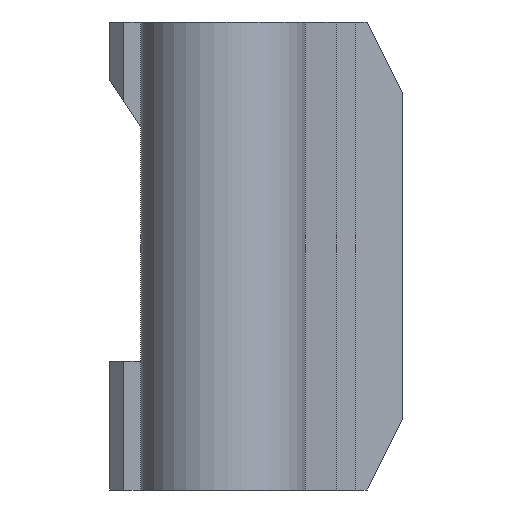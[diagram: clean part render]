
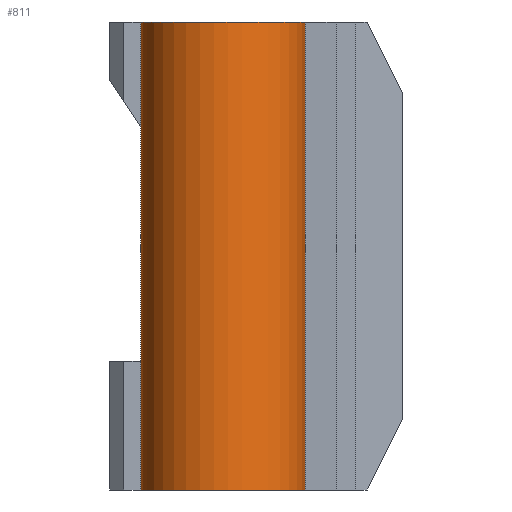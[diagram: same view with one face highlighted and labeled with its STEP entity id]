
A CAD part, left-side view. The second image highlights one B-rep face of the part: STEP entity #811.
In plain terms, the highlighted cylindrical face has radius 3.525 mm (diameter 7.05 mm), a partial arc.
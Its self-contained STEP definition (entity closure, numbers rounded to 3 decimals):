
#19=CYLINDRICAL_SURFACE('',#879,3.525);
#62=LINE('',#1192,#158);
#119=LINE('',#1318,#215);
#158=VECTOR('',#945,10.);
#215=VECTOR('',#1076,10.);
#290=FACE_OUTER_BOUND('',#336,.T.);
#336=EDGE_LOOP('',(#764,#765,#766,#767));
#339=CIRCLE('',#830,3.525);
#343=CIRCLE('',#837,3.525);
#366=VERTEX_POINT('',#1117);
#367=VERTEX_POINT('',#1119);
#388=VERTEX_POINT('',#1171);
#389=VERTEX_POINT('',#1173);
#442=EDGE_CURVE('',#366,#367,#339,.T.);
#467=EDGE_CURVE('',#388,#389,#343,.T.);
#477=EDGE_CURVE('',#367,#388,#62,.T.);
#540=EDGE_CURVE('',#389,#366,#119,.T.);
#764=ORIENTED_EDGE('',*,*,#477,.F.);
#765=ORIENTED_EDGE('',*,*,#442,.F.);
#766=ORIENTED_EDGE('',*,*,#540,.F.);
#767=ORIENTED_EDGE('',*,*,#467,.F.);
#811=ADVANCED_FACE('',(#290),#19,.T.);
#830=AXIS2_PLACEMENT_3D('',#1120,#899,#900);
#837=AXIS2_PLACEMENT_3D('',#1174,#932,#933);
#879=AXIS2_PLACEMENT_3D('',#1323,#1084,#1085);
#899=DIRECTION('center_axis',(0.,0.,1.));
#900=DIRECTION('ref_axis',(0.994,0.113,0.));
#932=DIRECTION('center_axis',(0.,0.,-1.));
#933=DIRECTION('ref_axis',(0.994,0.113,0.));
#945=DIRECTION('',(0.,0.,-1.));
#1076=DIRECTION('',(0.,0.,1.));
#1084=DIRECTION('center_axis',(0.,0.,1.));
#1085=DIRECTION('ref_axis',(-0.959,0.284,0.));
#1117=CARTESIAN_POINT('',(2.087,2.841,10.));
#1119=CARTESIAN_POINT('',(0.206,-3.519,10.));
#1120=CARTESIAN_POINT('Origin',(0.,0.,10.));
#1171=CARTESIAN_POINT('',(0.206,-3.519,-10.));
#1173=CARTESIAN_POINT('',(2.087,2.841,-10.));
#1174=CARTESIAN_POINT('Origin',(0.,0.,-10.));
#1192=CARTESIAN_POINT('',(0.206,-3.519,0.));
#1318=CARTESIAN_POINT('',(2.087,2.841,0.));
#1323=CARTESIAN_POINT('Origin',(0.,0.,0.));
